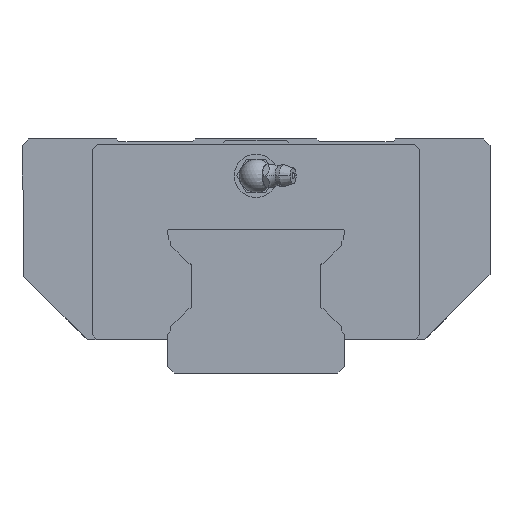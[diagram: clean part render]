
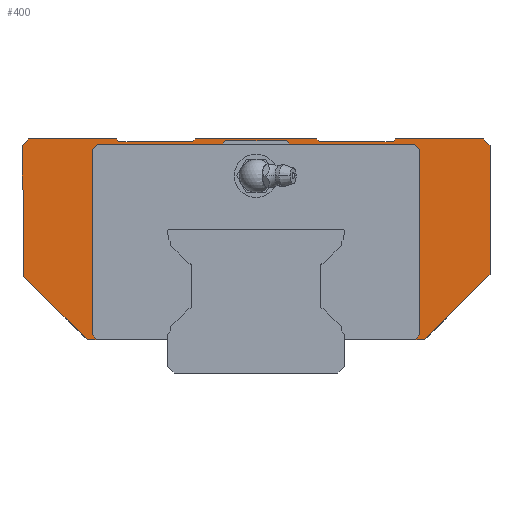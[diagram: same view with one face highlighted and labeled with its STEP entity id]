
A CAD part, front view. The second image highlights one B-rep face of the part: STEP entity #400.
In plain terms, the highlighted planar face has unit normal (0, -1, 0).
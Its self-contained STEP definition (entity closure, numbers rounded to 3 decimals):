
#400=ADVANCED_FACE('',(#876),#877,.T.);
#876=FACE_OUTER_BOUND('',#1492,.T.);
#877=PLANE('',#1493);
#1492=EDGE_LOOP('',(#3166,#3167,#3168,#3169,#3170,#3171,#3172,#3173,#3174,#3175,#3176,#3177,#3178,#3179,#3180,#3181,#3182,#3183,#3184,#3185,#3186,#3187,#3188,#3189,#3190,#3191,#3192,#3193,#3194,#3195));
#1493=AXIS2_PLACEMENT_3D('',#3196,#3197,#3198);
#3166=ORIENTED_EDGE('',*,*,#4321,.F.);
#3167=ORIENTED_EDGE('',*,*,#4353,.T.);
#3168=ORIENTED_EDGE('',*,*,#4305,.T.);
#3169=ORIENTED_EDGE('',*,*,#4468,.T.);
#3170=ORIENTED_EDGE('',*,*,#4469,.F.);
#3171=ORIENTED_EDGE('',*,*,#4341,.F.);
#3172=ORIENTED_EDGE('',*,*,#4470,.F.);
#3173=ORIENTED_EDGE('',*,*,#4471,.F.);
#3174=ORIENTED_EDGE('',*,*,#4472,.T.);
#3175=ORIENTED_EDGE('',*,*,#4473,.T.);
#3176=ORIENTED_EDGE('',*,*,#4474,.T.);
#3177=ORIENTED_EDGE('',*,*,#4475,.F.);
#3178=ORIENTED_EDGE('',*,*,#4423,.F.);
#3179=ORIENTED_EDGE('',*,*,#4476,.F.);
#3180=ORIENTED_EDGE('',*,*,#4410,.F.);
#3181=ORIENTED_EDGE('',*,*,#4435,.T.);
#3182=ORIENTED_EDGE('',*,*,#4477,.T.);
#3183=ORIENTED_EDGE('',*,*,#4466,.T.);
#3184=ORIENTED_EDGE('',*,*,#4445,.T.);
#3185=ORIENTED_EDGE('',*,*,#4478,.T.);
#3186=ORIENTED_EDGE('',*,*,#4479,.T.);
#3187=ORIENTED_EDGE('',*,*,#4480,.T.);
#3188=ORIENTED_EDGE('',*,*,#4481,.T.);
#3189=ORIENTED_EDGE('',*,*,#4482,.T.);
#3190=ORIENTED_EDGE('',*,*,#4483,.T.);
#3191=ORIENTED_EDGE('',*,*,#4484,.T.);
#3192=ORIENTED_EDGE('',*,*,#4414,.T.);
#3193=ORIENTED_EDGE('',*,*,#4485,.T.);
#3194=ORIENTED_EDGE('',*,*,#4486,.T.);
#3195=ORIENTED_EDGE('',*,*,#4487,.T.);
#3196=CARTESIAN_POINT('',(-69.5,150.95,10.));
#3197=DIRECTION('',(0.0,-1.0,0.0));
#3198=DIRECTION('',(0.0,0.0,-1.0));
#4305=EDGE_CURVE('',#5338,#5336,#5339,.T.);
#4321=EDGE_CURVE('',#5362,#5363,#5364,.T.);
#4341=EDGE_CURVE('',#5397,#5398,#5399,.T.);
#4353=EDGE_CURVE('',#5362,#5338,#5421,.T.);
#4410=EDGE_CURVE('',#5519,#5520,#5521,.T.);
#4414=EDGE_CURVE('',#5527,#5528,#5529,.T.);
#4423=EDGE_CURVE('',#5543,#5544,#5545,.T.);
#4435=EDGE_CURVE('',#5519,#5560,#5562,.T.);
#4445=EDGE_CURVE('',#5577,#5578,#5579,.T.);
#4466=EDGE_CURVE('',#5615,#5577,#5616,.T.);
#4468=EDGE_CURVE('',#5336,#5618,#5619,.T.);
#4469=EDGE_CURVE('',#5398,#5618,#5620,.T.);
#4470=EDGE_CURVE('',#5621,#5397,#5622,.T.);
#4471=EDGE_CURVE('',#5623,#5621,#5624,.T.);
#4472=EDGE_CURVE('',#5623,#5625,#5626,.T.);
#4473=EDGE_CURVE('',#5625,#5627,#5628,.T.);
#4474=EDGE_CURVE('',#5627,#5629,#5630,.T.);
#4475=EDGE_CURVE('',#5544,#5629,#5631,.T.);
#4476=EDGE_CURVE('',#5520,#5543,#5632,.T.);
#4477=EDGE_CURVE('',#5560,#5615,#5633,.T.);
#4478=EDGE_CURVE('',#5578,#5634,#5635,.T.);
#4479=EDGE_CURVE('',#5634,#5636,#5637,.T.);
#4480=EDGE_CURVE('',#5636,#5638,#5639,.T.);
#4481=EDGE_CURVE('',#5638,#5640,#5641,.T.);
#4482=EDGE_CURVE('',#5640,#5642,#5643,.T.);
#4483=EDGE_CURVE('',#5642,#5644,#5645,.T.);
#4484=EDGE_CURVE('',#5644,#5527,#5646,.T.);
#4485=EDGE_CURVE('',#5528,#5647,#5648,.T.);
#4486=EDGE_CURVE('',#5647,#5649,#5650,.T.);
#4487=EDGE_CURVE('',#5649,#5363,#5651,.T.);
#5336=VERTEX_POINT('',#6914);
#5338=VERTEX_POINT('',#6917);
#5339=LINE('',#6918,#6919);
#5362=VERTEX_POINT('',#6947);
#5363=VERTEX_POINT('',#6948);
#5364=LINE('',#6949,#6950);
#5397=VERTEX_POINT('',#6995);
#5398=VERTEX_POINT('',#6996);
#5399=LINE('',#6997,#6998);
#5421=LINE('',#7031,#7032);
#5519=VERTEX_POINT('',#7169);
#5520=VERTEX_POINT('',#7170);
#5521=LINE('',#7171,#7172);
#5527=VERTEX_POINT('',#7181);
#5528=VERTEX_POINT('',#7182);
#5529=LINE('',#7183,#7184);
#5543=VERTEX_POINT('',#7204);
#5544=VERTEX_POINT('',#7205);
#5545=LINE('',#7206,#7207);
#5560=VERTEX_POINT('',#7230);
#5562=LINE('',#7233,#7234);
#5577=VERTEX_POINT('',#7256);
#5578=VERTEX_POINT('',#7257);
#5579=LINE('',#7258,#7259);
#5615=VERTEX_POINT('',#7313);
#5616=LINE('',#7314,#7315);
#5618=VERTEX_POINT('',#7318);
#5619=LINE('',#7319,#7320);
#5620=LINE('',#7321,#7322);
#5621=VERTEX_POINT('',#7323);
#5622=LINE('',#7324,#7325);
#5623=VERTEX_POINT('',#7326);
#5624=LINE('',#7327,#7328);
#5625=VERTEX_POINT('',#7329);
#5626=LINE('',#7330,#7331);
#5627=VERTEX_POINT('',#7332);
#5628=LINE('',#7333,#7334);
#5629=VERTEX_POINT('',#7335);
#5630=LINE('',#7336,#7337);
#5631=LINE('',#7338,#7339);
#5632=LINE('',#7340,#7341);
#5633=LINE('',#7342,#7343);
#5634=VERTEX_POINT('',#7344);
#5635=LINE('',#7345,#7346);
#5636=VERTEX_POINT('',#7347);
#5637=LINE('',#7348,#7349);
#5638=VERTEX_POINT('',#7350);
#5639=LINE('',#7351,#7352);
#5640=VERTEX_POINT('',#7353);
#5641=LINE('',#7354,#7355);
#5642=VERTEX_POINT('',#7356);
#5643=LINE('',#7357,#7358);
#5644=VERTEX_POINT('',#7359);
#5645=LINE('',#7360,#7361);
#5646=LINE('',#7362,#7363);
#5647=VERTEX_POINT('',#7364);
#5648=LINE('',#7365,#7366);
#5649=VERTEX_POINT('',#7367);
#5650=LINE('',#7368,#7369);
#5651=LINE('',#7370,#7371);
#6914=CARTESIAN_POINT('',(-50.5,150.95,10.));
#6917=CARTESIAN_POINT('',(-69.5,150.95,29.));
#6918=CARTESIAN_POINT('',(-69.5,150.95,29.));
#6919=VECTOR('',#8409,1000.0);
#6947=CARTESIAN_POINT('',(-69.5,150.95,54.65));
#6948=CARTESIAN_POINT('',(-70.0,150.95,55.));
#6949=CARTESIAN_POINT('',(-48.521,150.95,39.961));
#6950=VECTOR('',#8445,1000.0);
#6995=CARTESIAN_POINT('',(-49.,150.95,66.99));
#6996=CARTESIAN_POINT('',(-49.,150.95,11.49));
#6997=CARTESIAN_POINT('',(-49.,150.95,66.99));
#6998=VECTOR('',#8479,1000.0);
#7031=CARTESIAN_POINT('',(-69.5,150.95,52.));
#7032=VECTOR('',#8491,1000.0);
#7169=CARTESIAN_POINT('',(47.51,150.95,10.));
#7170=CARTESIAN_POINT('',(49.,150.95,11.49));
#7171=CARTESIAN_POINT('',(47.51,150.95,10.));
#7172=VECTOR('',#8582,1000.0);
#7181=CARTESIAN_POINT('',(-41.0,150.95,69.2));
#7182=CARTESIAN_POINT('',(-41.8,150.95,70.));
#7183=CARTESIAN_POINT('',(-41.0,150.95,69.2));
#7184=VECTOR('',#8586,1000.0);
#7204=CARTESIAN_POINT('',(49.,150.95,66.99));
#7205=CARTESIAN_POINT('',(47.49,150.95,68.5));
#7206=CARTESIAN_POINT('',(49.,150.95,66.99));
#7207=VECTOR('',#8599,1000.0);
#7230=CARTESIAN_POINT('',(50.5,150.95,10.));
#7233=CARTESIAN_POINT('',(-50.5,150.95,10.));
#7234=VECTOR('',#8615,1000.0);
#7256=CARTESIAN_POINT('',(70.0,150.95,68.));
#7257=CARTESIAN_POINT('',(68.0,150.95,70.));
#7258=CARTESIAN_POINT('',(70.0,150.95,68.));
#7259=VECTOR('',#8629,1000.0);
#7313=CARTESIAN_POINT('',(70.0,150.95,29.5));
#7314=CARTESIAN_POINT('',(70.0,150.95,29.5));
#7315=VECTOR('',#8654,1000.0);
#7318=CARTESIAN_POINT('',(-47.51,150.95,10.));
#7319=CARTESIAN_POINT('',(-50.5,150.95,10.));
#7320=VECTOR('',#8656,1000.0);
#7321=CARTESIAN_POINT('',(-49.,150.95,11.49));
#7322=VECTOR('',#8657,1000.0);
#7323=CARTESIAN_POINT('',(-47.49,150.95,68.5));
#7324=CARTESIAN_POINT('',(-47.49,150.95,68.5));
#7325=VECTOR('',#8658,1000.0);
#7326=CARTESIAN_POINT('',(-9.99,150.95,68.5));
#7327=CARTESIAN_POINT('',(47.49,150.95,68.5));
#7328=VECTOR('',#8659,1000.0);
#7329=CARTESIAN_POINT('',(-8.99,150.95,69.5));
#7330=CARTESIAN_POINT('',(-9.99,150.95,68.5));
#7331=VECTOR('',#8660,1000.0);
#7332=CARTESIAN_POINT('',(8.99,150.95,69.5));
#7333=CARTESIAN_POINT('',(-8.99,150.95,69.5));
#7334=VECTOR('',#8661,1000.0);
#7335=CARTESIAN_POINT('',(9.99,150.95,68.5));
#7336=CARTESIAN_POINT('',(8.99,150.95,69.5));
#7337=VECTOR('',#8662,1000.0);
#7338=CARTESIAN_POINT('',(47.49,150.95,68.5));
#7339=VECTOR('',#8663,1000.0);
#7340=CARTESIAN_POINT('',(49.,150.95,11.49));
#7341=VECTOR('',#8664,1000.0);
#7342=CARTESIAN_POINT('',(50.5,150.95,10.));
#7343=VECTOR('',#8665,1000.0);
#7344=CARTESIAN_POINT('',(41.8,150.95,70.));
#7345=CARTESIAN_POINT('',(68.0,150.95,70.));
#7346=VECTOR('',#8666,1000.0);
#7347=CARTESIAN_POINT('',(41.0,150.95,69.2));
#7348=CARTESIAN_POINT('',(41.8,150.95,70.));
#7349=VECTOR('',#8667,1000.0);
#7350=CARTESIAN_POINT('',(19.0,150.95,69.2));
#7351=CARTESIAN_POINT('',(41.0,150.95,69.2));
#7352=VECTOR('',#8668,1000.0);
#7353=CARTESIAN_POINT('',(18.2,150.95,70.));
#7354=CARTESIAN_POINT('',(19.0,150.95,69.2));
#7355=VECTOR('',#8669,1000.0);
#7356=CARTESIAN_POINT('',(-18.2,150.95,70.));
#7357=CARTESIAN_POINT('',(18.2,150.95,70.));
#7358=VECTOR('',#8670,1000.0);
#7359=CARTESIAN_POINT('',(-19.0,150.95,69.2));
#7360=CARTESIAN_POINT('',(-18.2,150.95,70.));
#7361=VECTOR('',#8671,1000.0);
#7362=CARTESIAN_POINT('',(-19.0,150.95,69.2));
#7363=VECTOR('',#8672,1000.0);
#7364=CARTESIAN_POINT('',(-68.0,150.95,70.));
#7365=CARTESIAN_POINT('',(-41.8,150.95,70.));
#7366=VECTOR('',#8673,1000.0);
#7367=CARTESIAN_POINT('',(-70.0,150.95,68.));
#7368=CARTESIAN_POINT('',(-68.0,150.95,70.));
#7369=VECTOR('',#8674,1000.0);
#7370=CARTESIAN_POINT('',(-70.0,150.95,68.));
#7371=VECTOR('',#8675,1000.0);
#8409=DIRECTION('',(0.707,0.0,-0.707));
#8445=DIRECTION('',(-0.819,0.0,0.574));
#8479=DIRECTION('',(0.0,0.0,-1.0));
#8491=DIRECTION('',(0.0,0.0,-1.0));
#8582=DIRECTION('',(0.707,0.0,0.707));
#8586=DIRECTION('',(-0.707,0.0,0.707));
#8599=DIRECTION('',(-0.707,0.0,0.707));
#8615=DIRECTION('',(1.0,0.0,0.0));
#8629=DIRECTION('',(-0.707,0.0,0.707));
#8654=DIRECTION('',(0.0,0.0,1.0));
#8656=DIRECTION('',(1.0,0.0,0.0));
#8657=DIRECTION('',(0.707,0.0,-0.707));
#8658=DIRECTION('',(-0.707,0.0,-0.707));
#8659=DIRECTION('',(-1.0,0.0,0.0));
#8660=DIRECTION('',(0.707,0.0,0.707));
#8661=DIRECTION('',(1.0,0.0,0.0));
#8662=DIRECTION('',(0.707,0.0,-0.707));
#8663=DIRECTION('',(-1.0,0.0,0.0));
#8664=DIRECTION('',(0.0,0.0,1.0));
#8665=DIRECTION('',(0.707,0.0,0.707));
#8666=DIRECTION('',(-1.0,0.0,0.0));
#8667=DIRECTION('',(-0.707,0.0,-0.707));
#8668=DIRECTION('',(-1.0,0.0,0.0));
#8669=DIRECTION('',(-0.707,0.0,0.707));
#8670=DIRECTION('',(-1.0,0.0,0.0));
#8671=DIRECTION('',(-0.707,0.0,-0.707));
#8672=DIRECTION('',(-1.0,0.0,0.0));
#8673=DIRECTION('',(-1.0,0.0,0.0));
#8674=DIRECTION('',(-0.707,0.0,-0.707));
#8675=DIRECTION('',(0.0,0.0,-1.0));
